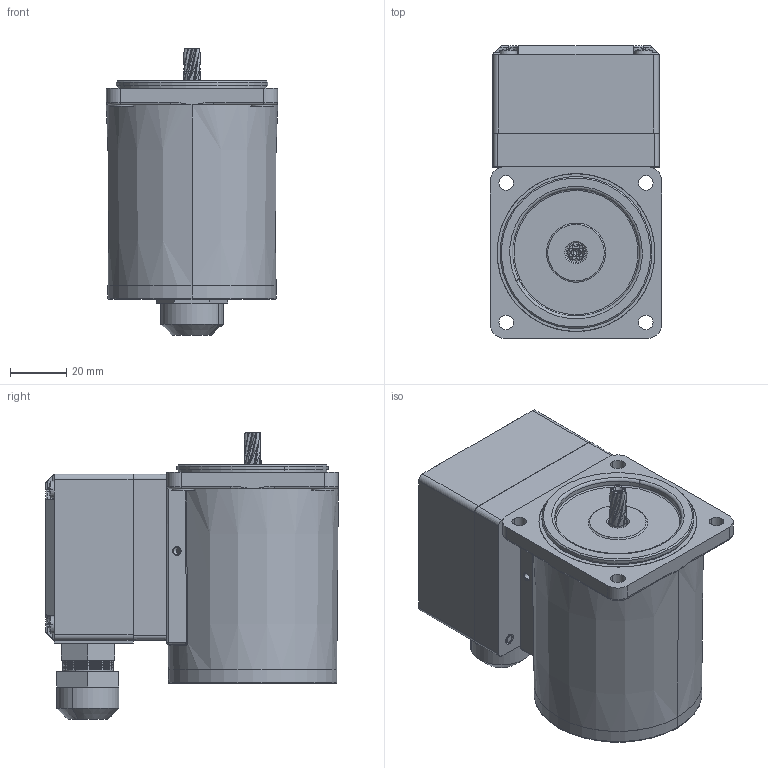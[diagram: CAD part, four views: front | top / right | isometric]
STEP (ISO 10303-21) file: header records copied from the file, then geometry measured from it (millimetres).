
FILE_DESCRIPTION (( 'STEP AP203' ), '1' );
FILE_NAME ('2IK6GN-¡¼Ts-5C011¡¼4000Z0.STEP', '2017-10-16T10:09:02', ( '' ), ( '' ), 'SwSTEP 2.0', 'SolidWorks 2010', '' );
FILE_SCHEMA (( 'CONFIG_CONTROL_DESIGN' ));
Length unit declared in the file: millimetre
Products named in the file (10): 成品180度; Ts下蓋; 2IK6GN-〖Ts-5C011〖4000Z0; M206Ts_2.成品; C254_Default; 06GN_0成品; Ts下墊片; Ts上蓋; 出線頭 Ver.2; 圓頭十字螺絲 M3 x 40 --40N_JIS B 1111 Binding head screw M3 x 40 --40N
Assembly tree (12 placements, depth 3):
  2IK6GN-〖Ts-5C011〖4000Z0
    M206Ts_2.成品
    C254_Default
    成品180度
      圓頭十字螺絲 M3 x 40 --40N_JIS B 1111 Binding head screw M3 x 40 --40N  x4
      Ts上蓋
      Ts下蓋
      出線頭 Ver.2
      Ts下墊片
    06GN_0成品
Bounding box: 60.8 x 103.8 x 101.75 mm (x, y, z)
Volume: 376715.2 mm3; surface area: 63831.9 mm2
Topology: 11 solids, 11 shells, 2487 faces, 6483 edges, 4037 vertices
Faces by surface type: cone 1337, cylinder 821, plane 195, bspline 86, torus 38, sphere 10
Entity records: 34507 total; most frequent: CARTESIAN_POINT 9500, DIRECTION 5354, ORIENTED_EDGE 4914, EDGE_CURVE 2457, AXIS2_PLACEMENT_3D 2213, VERTEX_POINT 1532, CIRCLE 1308, EDGE_LOOP 1039
